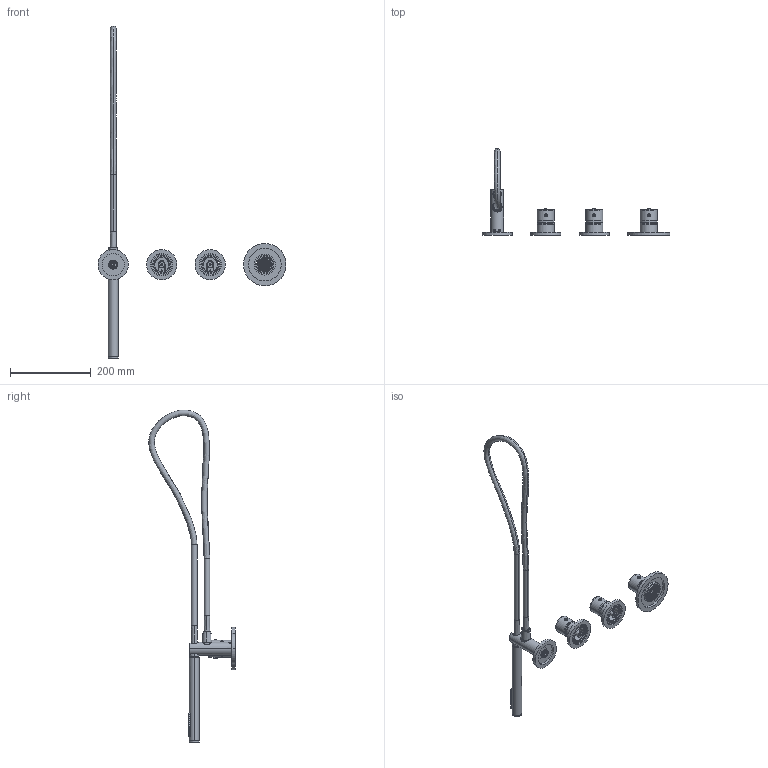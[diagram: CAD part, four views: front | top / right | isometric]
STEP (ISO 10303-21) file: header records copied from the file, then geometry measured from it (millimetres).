
FILE_DESCRIPTION((''),'2;1');
FILE_NAME('MDE000CR','2021-11-05T17:27:35',('ut3'),('PAFFONI SpA'),'CREO PARAMETRIC BY PTC INC, 2020044','CREO PARAMETRIC BY PTC INC, 2020044','');
FILE_SCHEMA(('CONFIG_CONTROL_DESIGN','SHAPE_APPEARANCE_LAYERS_GROUPS'));
Products named in the file (1): MDE000CR
Bounding box: 465 x 213.87 x 821.28 mm (x, y, z)
Volume: 587651 mm3; surface area: 247260.5 mm2
Topology: 9 solids, 9 shells, 1739 faces, 4126 edges, 2592 vertices
Faces by surface type: cylinder 624, plane 587, cone 320, bspline 128, torus 68, sphere 12
Entity records: 111137 total; most frequent: CARTESIAN_POINT 59805, ORIENTED_EDGE 8192, DIRECTION 7951, EDGE_CURVE 4096, AXIS2_PLACEMENT_3D 3091, VERTEX_POINT 2592, EDGE_LOOP 1996, VECTOR 1769
